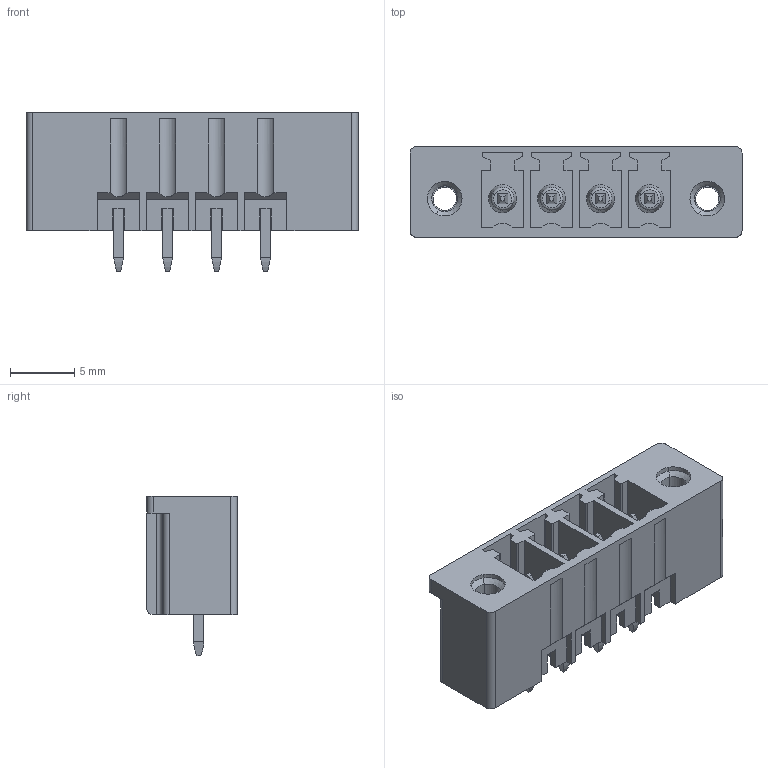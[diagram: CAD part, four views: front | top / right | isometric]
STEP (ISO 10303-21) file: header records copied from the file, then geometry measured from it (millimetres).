
FILE_DESCRIPTION(('CATIA V5 STEP Exchange','CAx-IF Rec.Pracs.--- Model Styling and Organization---1.2---2011-12-15'),'2;1');
FILE_NAME ('D1456276_0', '2018-09-29T06:27:38+00:00', ('none'), ('Weidmueller'), 'CATIA Version 5-6 Release 2014', 'CATIA V5 STEP AP214', 'none');
FILE_SCHEMA(('AUTOMOTIVE_DESIGN { 1 0 10303 214 1 1 1 1 }'));
Length unit declared in the file: millimetre
Products named in the file (1): 1793720000
Bounding box: 25.83 x 7.05 x 12.4 mm (x, y, z)
Volume: 960 mm3; surface area: 1966.6 mm2
Topology: 5 solids, 5 shells, 335 faces, 946 edges, 635 vertices
Faces by surface type: plane 230, cylinder 85, cone 12, torus 8
Entity records: 10197 total; most frequent: CARTESIAN_POINT 1993, ORIENTED_EDGE 1892, DIRECTION 1340, EDGE_CURVE 946, VECTOR 744, LINE 744, VERTEX_POINT 635, AXIS2_PLACEMENT_3D 382
